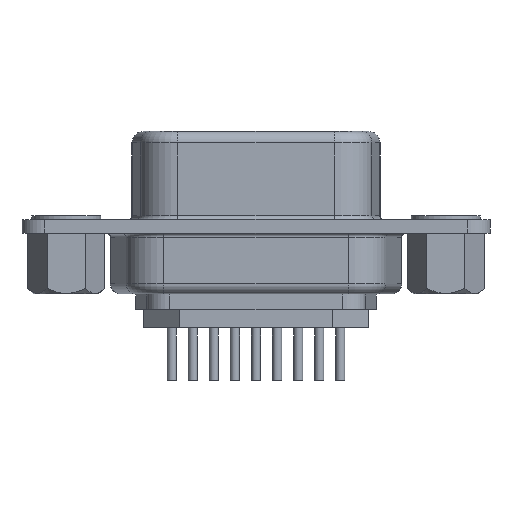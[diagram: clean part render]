
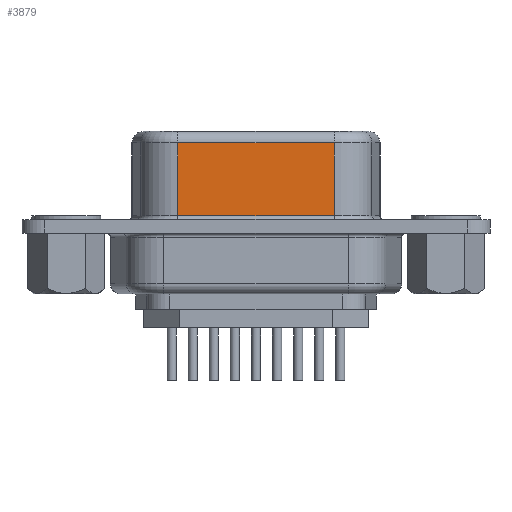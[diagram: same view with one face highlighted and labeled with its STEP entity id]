
A CAD part, front view. The second image highlights one B-rep face of the part: STEP entity #3879.
In plain terms, the highlighted planar face has unit normal (0, -1, 0).
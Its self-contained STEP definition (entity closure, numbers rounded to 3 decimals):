
#84 = EDGE_CURVE ( 'NONE', #5698, #5966, #4618, .T. ) ;
#219 = EDGE_CURVE ( 'NONE', #5698, #5743, #5269, .T. ) ;
#622 = EDGE_CURVE ( 'NONE', #5743, #5714, #2388, .T. ) ;
#646 = EDGE_CURVE ( 'NONE', #5714, #5966, #2407, .T. ) ;
#1078 = CARTESIAN_POINT ( 'NONE',  ( -5.154, -3.95, 6.25 ) ) ;
#1079 = DIRECTION ( 'NONE',  ( 0., 0., -1. ) ) ;
#1109 = DIRECTION ( 'NONE',  ( 1., 0., 0. ) ) ;
#1113 = CARTESIAN_POINT ( 'NONE',  ( 5.154, -3.95, 0.7 ) ) ;
#2388 = LINE ( 'NONE', #1078, #2391 ) ;
#2391 = VECTOR ( 'NONE', #1079, 1000. ) ;
#2407 = LINE ( 'NONE', #1113, #2410 ) ;
#2410 = VECTOR ( 'NONE', #1109, 1000. ) ;
#3879 = ADVANCED_FACE ( 'NONE', ( #7846 ), #4061, .F. ) ;
#4059 = CARTESIAN_POINT ( 'NONE',  ( -5.154, -3.95, 6.25 ) ) ;
#4061 = PLANE ( 'NONE',  #7389 ) ;
#4063 = DIRECTION ( 'NONE',  ( 0., 1., 0. ) ) ;
#4064 = DIRECTION ( 'NONE',  ( 0., 0., 1. ) ) ;
#4415 = VECTOR ( 'NONE', #6382, 1000. ) ;
#4584 = ORIENTED_EDGE ( 'NONE', *, *, #219, .T. ) ;
#4591 = ORIENTED_EDGE ( 'NONE', *, *, #84, .F. ) ;
#4618 = LINE ( 'NONE', #6380, #4415 ) ;
#4950 = ORIENTED_EDGE ( 'NONE', *, *, #622, .T. ) ;
#5223 = VECTOR ( 'NONE', #6561, 1000. ) ;
#5269 = LINE ( 'NONE', #6565, #5223 ) ;
#5450 = ORIENTED_EDGE ( 'NONE', *, *, #646, .T. ) ;
#5534 = EDGE_LOOP ( 'NONE', ( #4950, #5450, #4591, #4584 ) ) ;
#5698 = VERTEX_POINT ( 'NONE', #6048 ) ;
#5714 = VERTEX_POINT ( 'NONE', #6056 ) ;
#5743 = VERTEX_POINT ( 'NONE', #6067 ) ;
#5966 = VERTEX_POINT ( 'NONE', #6218 ) ;
#6048 = CARTESIAN_POINT ( 'NONE',  ( 5.154, -3.95, 5.5 ) ) ;
#6056 = CARTESIAN_POINT ( 'NONE',  ( -5.154, -3.95, 0.7 ) ) ;
#6067 = CARTESIAN_POINT ( 'NONE',  ( -5.154, -3.95, 5.5 ) ) ;
#6218 = CARTESIAN_POINT ( 'NONE',  ( 5.154, -3.95, 0.7 ) ) ;
#6380 = CARTESIAN_POINT ( 'NONE',  ( 5.154, -3.95, 6.25 ) ) ;
#6382 = DIRECTION ( 'NONE',  ( 0., 0., -1. ) ) ;
#6561 = DIRECTION ( 'NONE',  ( -1., 0., 0. ) ) ;
#6565 = CARTESIAN_POINT ( 'NONE',  ( -5.154, -3.95, 5.5 ) ) ;
#7389 = AXIS2_PLACEMENT_3D ( 'NONE', #4059, #4063, #4064 ) ;
#7846 = FACE_OUTER_BOUND ( 'NONE', #5534, .T. ) ;
